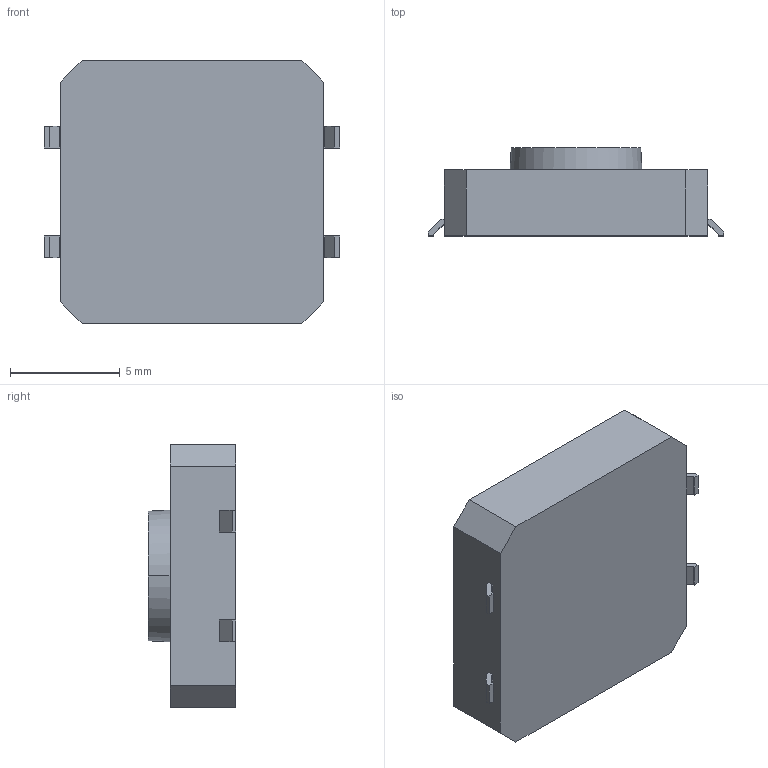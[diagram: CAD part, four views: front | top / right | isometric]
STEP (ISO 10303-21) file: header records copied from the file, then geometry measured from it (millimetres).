
FILE_DESCRIPTION (( 'STEP AP214' ), '1' );
FILE_NAME ('18F6E29F-A82B-4B24-A7A2-2635CCD9EB13.STEP', '2022-10-03T18:36:02', ( '' ), ( '' ), 'SwSTEP 2.0', 'SolidWorks 2022', '' );
FILE_SCHEMA (( 'AUTOMOTIVE_DESIGN' ));
Length unit declared in the file: millimetre
Products named in the file (1): 18F6E29F-A82B-4B24-A7A2-2635CCD9EB13
Bounding box: 13.45 x 4 x 12 mm (x, y, z)
Volume: 451.9 mm3; surface area: 517.5 mm2
Topology: 1 solids, 1 shells, 96 faces, 234 edges, 156 vertices
Faces by surface type: plane 74, cylinder 20, cone 2
Entity records: 3892 total; most frequent: CARTESIAN_POINT 487, DIRECTION 472, ORIENTED_EDGE 468, EDGE_CURVE 234, VECTOR 190, LINE 190, VERTEX_POINT 156, AXIS2_PLACEMENT_3D 141
